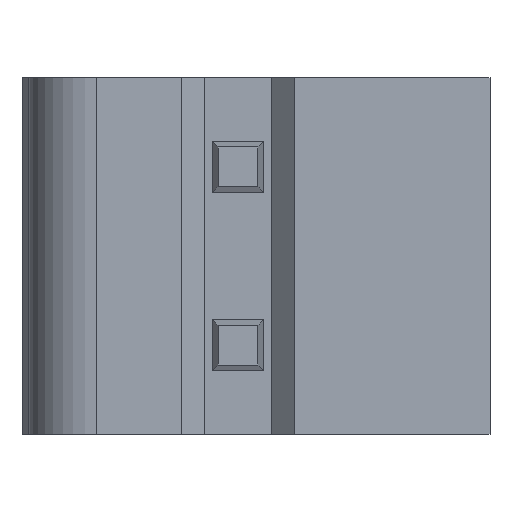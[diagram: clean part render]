
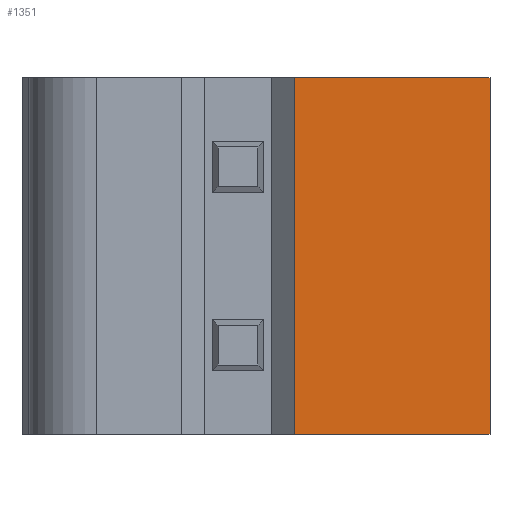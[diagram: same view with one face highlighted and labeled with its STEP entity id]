
A CAD part, front view. The second image highlights one B-rep face of the part: STEP entity #1351.
In plain terms, the highlighted planar face has unit normal (0, -1, 0).
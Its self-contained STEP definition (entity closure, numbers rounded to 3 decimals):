
#191 = VECTOR ( 'NONE', #2288, 1000. ) ;
#202 = CARTESIAN_POINT ( 'NONE',  ( 0., 0., -7.92 ) ) ;
#483 = ORIENTED_EDGE ( 'NONE', *, *, #1623, .T. ) ;
#582 = PLANE ( 'NONE',  #2499 ) ;
#694 = CARTESIAN_POINT ( 'NONE',  ( -8.25, 0., -7.92 ) ) ;
#872 = LINE ( 'NONE', #901, #1115 ) ;
#896 = EDGE_CURVE ( 'NONE', #1150, #2604, #2169, .T. ) ;
#901 = CARTESIAN_POINT ( 'NONE',  ( -8.25, 0., 0. ) ) ;
#993 = CARTESIAN_POINT ( 'NONE',  ( 0., 0., -7.92 ) ) ;
#1115 = VECTOR ( 'NONE', #2137, 1000. ) ;
#1150 = VERTEX_POINT ( 'NONE', #1160 ) ;
#1160 = CARTESIAN_POINT ( 'NONE',  ( 0., 0., 0. ) ) ;
#1284 = DIRECTION ( 'NONE',  ( 0., 0., -1. ) ) ;
#1308 = CARTESIAN_POINT ( 'NONE',  ( -4.35, 0., -7.92 ) ) ;
#1323 = VECTOR ( 'NONE', #2309, 1000. ) ;
#1351 = ADVANCED_FACE ( 'NONE', ( #1750 ), #582, .T. ) ;
#1372 = EDGE_LOOP ( 'NONE', ( #2479, #1796, #1967, #483 ) ) ;
#1407 = DIRECTION ( 'NONE',  ( 0., 0., -1. ) ) ;
#1509 = CARTESIAN_POINT ( 'NONE',  ( -4.35, 0., 0. ) ) ;
#1589 = EDGE_CURVE ( 'NONE', #2613, #2604, #1884, .T. ) ;
#1623 = EDGE_CURVE ( 'NONE', #2419, #2613, #2040, .T. ) ;
#1658 = CARTESIAN_POINT ( 'NONE',  ( 0., 0., -7.92 ) ) ;
#1750 = FACE_OUTER_BOUND ( 'NONE', #1372, .T. ) ;
#1796 = ORIENTED_EDGE ( 'NONE', *, *, #896, .F. ) ;
#1884 = LINE ( 'NONE', #694, #1323 ) ;
#1967 = ORIENTED_EDGE ( 'NONE', *, *, #2398, .F. ) ;
#2040 = LINE ( 'NONE', #1308, #2523 ) ;
#2137 = DIRECTION ( 'NONE',  ( 1., 0., 0. ) ) ;
#2169 = LINE ( 'NONE', #1658, #191 ) ;
#2288 = DIRECTION ( 'NONE',  ( 0., 0., -1. ) ) ;
#2309 = DIRECTION ( 'NONE',  ( 1., 0., 0. ) ) ;
#2398 = EDGE_CURVE ( 'NONE', #2419, #1150, #872, .T. ) ;
#2419 = VERTEX_POINT ( 'NONE', #1509 ) ;
#2438 = CARTESIAN_POINT ( 'NONE',  ( -4.35, 0., -7.92 ) ) ;
#2479 = ORIENTED_EDGE ( 'NONE', *, *, #1589, .T. ) ;
#2499 = AXIS2_PLACEMENT_3D ( 'NONE', #202, #2655, #1407 ) ;
#2523 = VECTOR ( 'NONE', #1284, 1000. ) ;
#2604 = VERTEX_POINT ( 'NONE', #993 ) ;
#2613 = VERTEX_POINT ( 'NONE', #2438 ) ;
#2655 = DIRECTION ( 'NONE',  ( 0., -1., 0. ) ) ;
